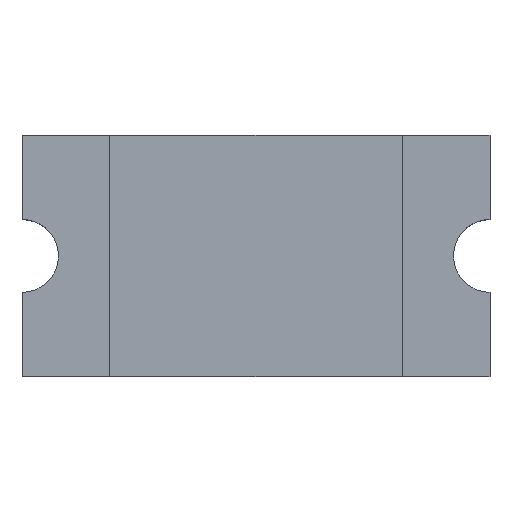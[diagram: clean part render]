
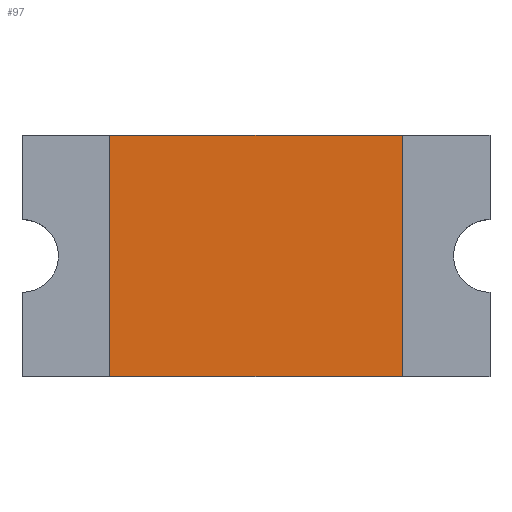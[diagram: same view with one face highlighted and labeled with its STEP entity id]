
A CAD part, top view. The second image highlights one B-rep face of the part: STEP entity #97.
In plain terms, the highlighted planar face has unit normal (0, 0, 1).
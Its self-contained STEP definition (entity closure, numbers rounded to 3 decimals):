
#24 = VERTEX_POINT('',#25);
#25 = CARTESIAN_POINT('',(1.,0.825,1.026));
#40 = VERTEX_POINT('',#41);
#41 = CARTESIAN_POINT('',(-1.,0.825,1.026));
#47 = EDGE_CURVE('',#24,#40,#48,.T.);
#48 = LINE('',#49,#50);
#49 = CARTESIAN_POINT('',(-1.6,0.825,1.026));
#50 = VECTOR('',#51,1.);
#51 = DIRECTION('',(-1.,0.,-0.));
#62 = VERTEX_POINT('',#63);
#63 = CARTESIAN_POINT('',(1.,-0.825,1.026));
#71 = EDGE_CURVE('',#72,#62,#74,.T.);
#72 = VERTEX_POINT('',#73);
#73 = CARTESIAN_POINT('',(-1.,-0.825,1.026));
#74 = LINE('',#75,#76);
#75 = CARTESIAN_POINT('',(-1.6,-0.825,1.026));
#76 = VECTOR('',#77,1.);
#77 = DIRECTION('',(1.,0.,0.));
#97 = ADVANCED_FACE('',(#98),#114,.T.);
#98 = FACE_BOUND('',#99,.T.);
#99 = EDGE_LOOP('',(#100,#101,#107,#108));
#100 = ORIENTED_EDGE('',*,*,#71,.T.);
#101 = ORIENTED_EDGE('',*,*,#102,.T.);
#102 = EDGE_CURVE('',#62,#24,#103,.T.);
#103 = LINE('',#104,#105);
#104 = CARTESIAN_POINT('',(1.,0.,1.026));
#105 = VECTOR('',#106,1.);
#106 = DIRECTION('',(0.,1.,0.));
#107 = ORIENTED_EDGE('',*,*,#47,.T.);
#108 = ORIENTED_EDGE('',*,*,#109,.T.);
#109 = EDGE_CURVE('',#40,#72,#110,.T.);
#110 = LINE('',#111,#112);
#111 = CARTESIAN_POINT('',(-1.,0.,1.026));
#112 = VECTOR('',#113,1.);
#113 = DIRECTION('',(0.,-1.,0.));
#114 = PLANE('',#115);
#115 = AXIS2_PLACEMENT_3D('',#116,#117,#118);
#116 = CARTESIAN_POINT('',(1.6,0.,1.026));
#117 = DIRECTION('',(0.,0.,1.));
#118 = DIRECTION('',(0.,-1.,0.));
